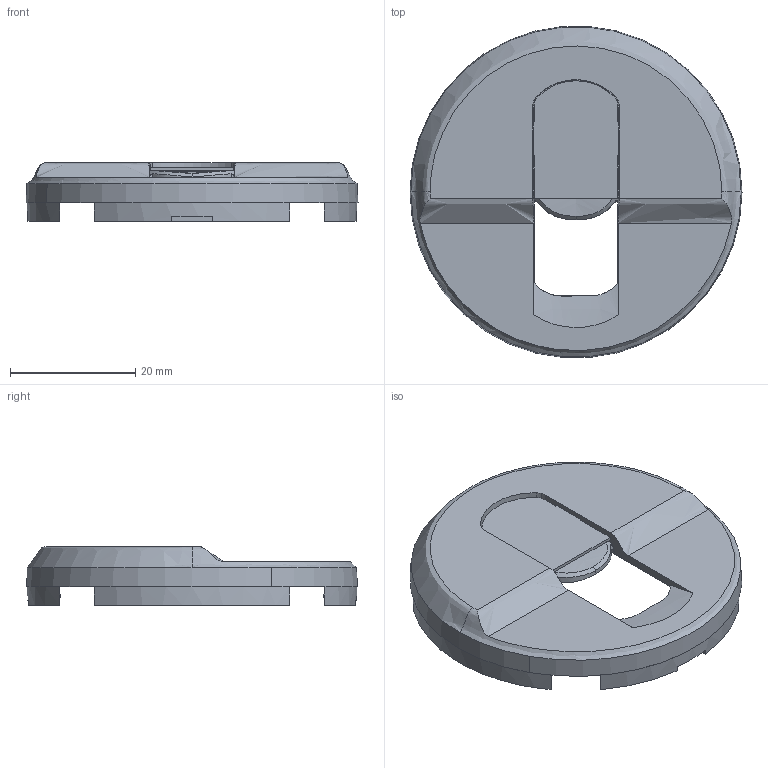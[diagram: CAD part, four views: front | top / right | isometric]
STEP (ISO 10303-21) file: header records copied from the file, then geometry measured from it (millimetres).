
FILE_DESCRIPTION(('CATIA V5 STEP Exchange','CAx-IF Rec.Pracs.--- Model Styling and Organization---1.5--- 2016-08-15','CAx-IF Rec.Pracs.---Supplemental Geometry---1.0---2011-11-01','CAx-IF Rec.Pracs.--- Composite Materials ---1.1---2010-07-15'),'2;1');
FILE_NAME('CB0346 _AllCATPart.stp','2024-02-14T09:29:13+00:00',('none'),('none'),'CATIA Version 5-6 Release 2020 SP3','CATIA V5 STEP AP214 v2','none');
FILE_SCHEMA(('AUTOMOTIVE_DESIGN { 1 0 10303 214 1 1 1 1 }'));
Length unit declared in the file: millimetre
Products named in the file (1): CB0346 _AllCATPart
Bounding box: 53 x 52.83 x 9.4 mm (x, y, z)
Volume: 3846.4 mm3; surface area: 7436.5 mm2
Topology: 3 solids, 3 shells, 510 faces, 1455 edges, 979 vertices
Faces by surface type: plane 380, cylinder 44, extrusion 30, bspline 27, cone 24, revolution 5
Entity records: 18740 total; most frequent: CARTESIAN_POINT 6411, ORIENTED_EDGE 2906, DIRECTION 1881, EDGE_CURVE 1453, VECTOR 1052, LINE 1022, VERTEX_POINT 975, EDGE_LOOP 546
